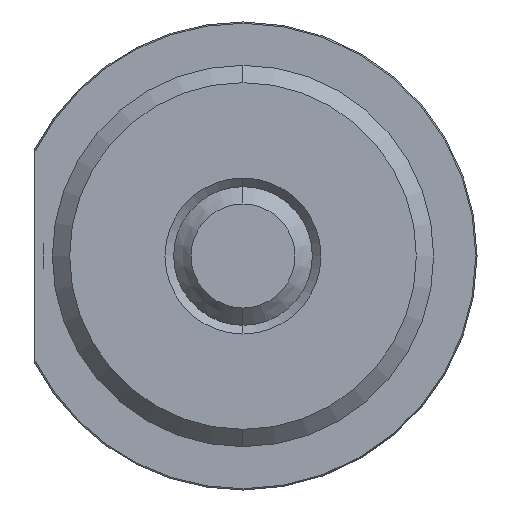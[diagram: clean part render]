
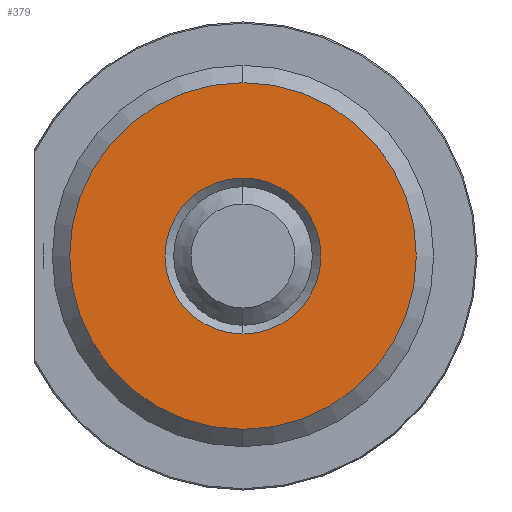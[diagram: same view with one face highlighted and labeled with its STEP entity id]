
A CAD part, left-side view. The second image highlights one B-rep face of the part: STEP entity #379.
In plain terms, the highlighted planar face has unit normal (-1, 0, 0).
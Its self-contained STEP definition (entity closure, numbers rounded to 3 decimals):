
#184 = ORIENTED_EDGE ( 'NONE', *, *, #2767, .T. ) ;
#261 = ORIENTED_EDGE ( 'NONE', *, *, #2722, .T. ) ;
#262 = ORIENTED_EDGE ( 'NONE', *, *, #2592, .T. ) ;
#274 = ORIENTED_EDGE ( 'NONE', *, *, #2594, .T. ) ;
#352 = CIRCLE ( 'NONE', #2835, 10. ) ;
#354 = CIRCLE ( 'NONE', #2833, 4.5 ) ;
#379 = ADVANCED_FACE ( 'NONE', ( #982, #980 ), #1247, .F. ) ;
#545 = CIRCLE ( 'NONE', #2891, 10. ) ;
#601 = CIRCLE ( 'NONE', #2924, 4.5 ) ;
#640 = VERTEX_POINT ( 'NONE', #1593 ) ;
#958 = EDGE_LOOP ( 'NONE', ( #274, #261 ) ) ;
#962 = EDGE_LOOP ( 'NONE', ( #184, #262 ) ) ;
#980 = FACE_OUTER_BOUND ( 'NONE', #958, .T. ) ;
#982 = FACE_BOUND ( 'NONE', #962, .T. ) ;
#1144 = VERTEX_POINT ( 'NONE', #1630 ) ;
#1145 = VERTEX_POINT ( 'NONE', #1631 ) ;
#1241 = CARTESIAN_POINT ( 'NONE',  ( 0., 4., 0. ) ) ;
#1247 = PLANE ( 'NONE',  #2561 ) ;
#1248 = DIRECTION ( 'NONE',  ( 1., 0., 0. ) ) ;
#1249 = DIRECTION ( 'NONE',  ( 0., 0., -1. ) ) ;
#1593 = CARTESIAN_POINT ( 'NONE',  ( 0., 0., 4.5 ) ) ;
#1630 = CARTESIAN_POINT ( 'NONE',  ( 0., 0., -10. ) ) ;
#1631 = CARTESIAN_POINT ( 'NONE',  ( 0., 0., 10. ) ) ;
#1704 = CARTESIAN_POINT ( 'NONE',  ( 0., 0., -4.5 ) ) ;
#1827 = CARTESIAN_POINT ( 'NONE',  ( 0., 0., 0. ) ) ;
#1828 = DIRECTION ( 'NONE',  ( 1., 0., 0. ) ) ;
#1829 = DIRECTION ( 'NONE',  ( 0., 0., -1. ) ) ;
#1833 = CARTESIAN_POINT ( 'NONE',  ( 0., 0., 0. ) ) ;
#1834 = DIRECTION ( 'NONE',  ( -1., 0., 0. ) ) ;
#1835 = DIRECTION ( 'NONE',  ( 0., 0., -1. ) ) ;
#2234 = CARTESIAN_POINT ( 'NONE',  ( 0., 0., 0. ) ) ;
#2235 = DIRECTION ( 'NONE',  ( -1., 0., 0. ) ) ;
#2236 = DIRECTION ( 'NONE',  ( 0., 0., -1. ) ) ;
#2347 = CARTESIAN_POINT ( 'NONE',  ( 0., 0., 0. ) ) ;
#2355 = DIRECTION ( 'NONE',  ( 1., 0., 0. ) ) ;
#2356 = DIRECTION ( 'NONE',  ( 0., 0., -1. ) ) ;
#2439 = VERTEX_POINT ( 'NONE', #1704 ) ;
#2561 = AXIS2_PLACEMENT_3D ( 'NONE', #1241, #1248, #1249 ) ;
#2592 = EDGE_CURVE ( 'NONE', #2439, #640, #354, .T. ) ;
#2594 = EDGE_CURVE ( 'NONE', #1144, #1145, #352, .T. ) ;
#2722 = EDGE_CURVE ( 'NONE', #1145, #1144, #545, .T. ) ;
#2767 = EDGE_CURVE ( 'NONE', #640, #2439, #601, .T. ) ;
#2833 = AXIS2_PLACEMENT_3D ( 'NONE', #1827, #1828, #1829 ) ;
#2835 = AXIS2_PLACEMENT_3D ( 'NONE', #1833, #1834, #1835 ) ;
#2891 = AXIS2_PLACEMENT_3D ( 'NONE', #2234, #2235, #2236 ) ;
#2924 = AXIS2_PLACEMENT_3D ( 'NONE', #2347, #2355, #2356 ) ;
